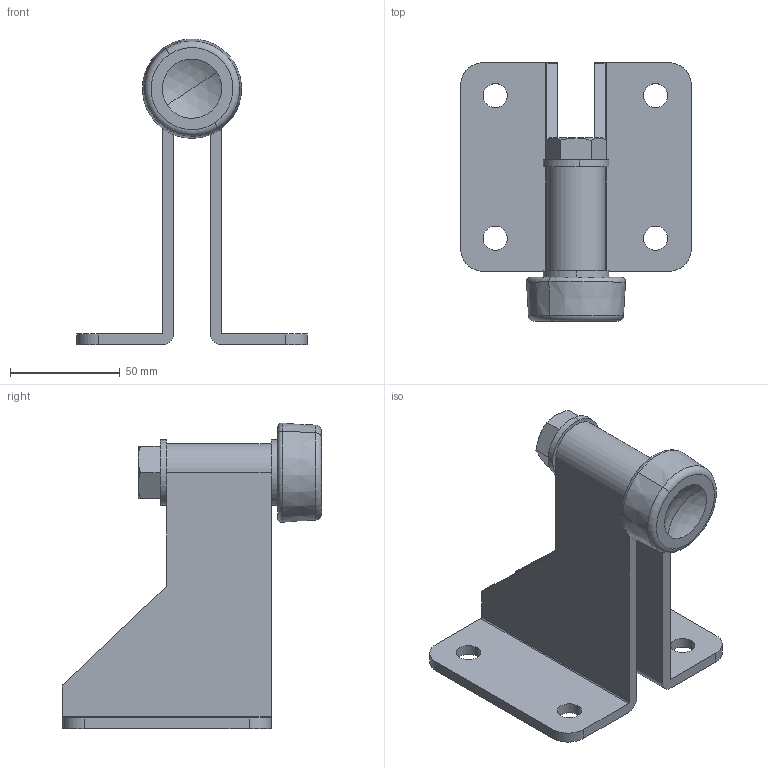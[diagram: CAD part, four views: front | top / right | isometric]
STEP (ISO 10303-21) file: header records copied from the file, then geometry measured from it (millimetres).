
FILE_DESCRIPTION (( 'STEP AP203' ), '1' );
FILE_NAME ('H_10B-50x120.STEP', '2022-07-21T11:22:33', ( '' ), ( '' ), 'SwSTEP 2.0', 'SolidWorks 2019', '' );
FILE_SCHEMA (( 'CONFIG_CONTROL_DESIGN' ));
Length unit declared in the file: millimetre
Products named in the file (7): SKRUTKA DIN 931_M16x 60; H_10B-50x120.P2_skupina; H_10B-50x120.P1; H_10B-50x120.P3; H_10B-50x120.P2; H_10B-50x120; PODLOZKA DIN 125_PODLOZKA 16
Assembly tree (7 placements, depth 3):
  H_10B-50x120
    H_10B-50x120.P1
    PODLOZKA DIN 125_PODLOZKA 16  x2
    SKRUTKA DIN 931_M16x 60
    H_10B-50x120.P2_skupina
      H_10B-50x120.P3
      H_10B-50x120.P2
Bounding box: 105 x 118 x 139.33 mm (x, y, z)
Volume: 164945 mm3; surface area: 67360.5 mm2
Topology: 6 solids, 6 shells, 89 faces, 210 edges, 136 vertices
Faces by surface type: cylinder 38, plane 34, cone 11, torus 4, sphere 2
Entity records: 3282 total; most frequent: CARTESIAN_POINT 496, DIRECTION 467, ORIENTED_EDGE 396, EDGE_CURVE 198, AXIS2_PLACEMENT_3D 187, VERTEX_POINT 128, EDGE_LOOP 98, CIRCLE 93
